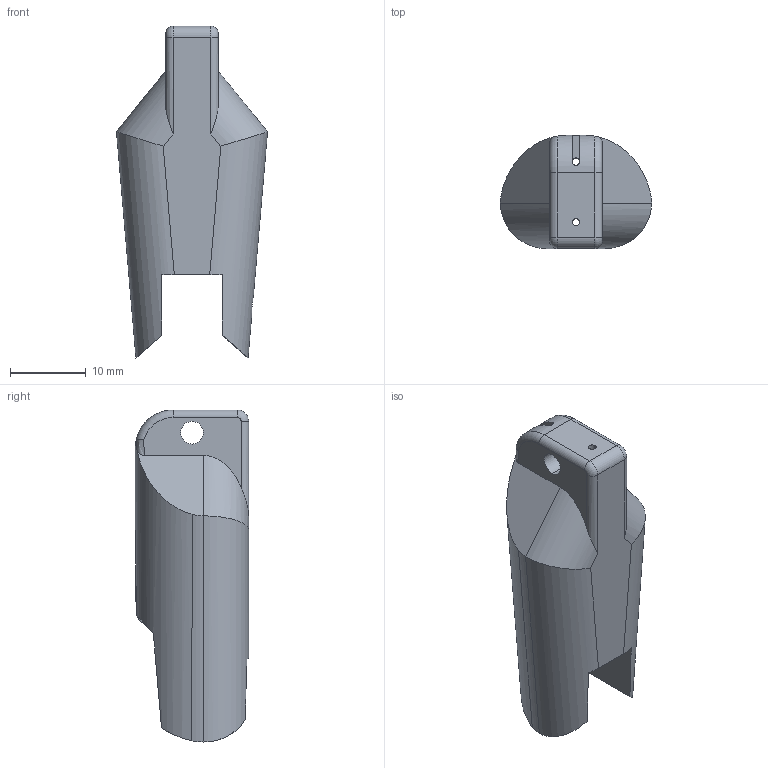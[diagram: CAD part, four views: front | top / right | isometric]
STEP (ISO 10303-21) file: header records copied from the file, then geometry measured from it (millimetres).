
FILE_DESCRIPTION (( 'STEP AP214' ), '1' );
FILE_NAME ('Falange_Proximal_Ind.STEP', '2020-10-22T04:41:12', ( '' ), ( '' ), 'SwSTEP 2.0', 'SolidWorks 2020', '' );
FILE_SCHEMA (( 'AUTOMOTIVE_DESIGN' ));
Length unit declared in the file: millimetre
Products named in the file (1): Falange_Proximal_Ind
Bounding box: 20 x 15 x 43.94 mm (x, y, z)
Volume: 6217.6 mm3; surface area: 2772.5 mm2
Topology: 1 solids, 1 shells, 62 faces, 171 edges, 109 vertices
Faces by surface type: cylinder 28, plane 19, bspline 11, torus 4
Entity records: 2740 total; most frequent: CARTESIAN_POINT 1301, ORIENTED_EDGE 340, DIRECTION 234, EDGE_CURVE 170, VERTEX_POINT 109, AXIS2_PLACEMENT_3D 86, EDGE_LOOP 69, FACE_OUTER_BOUND 62
